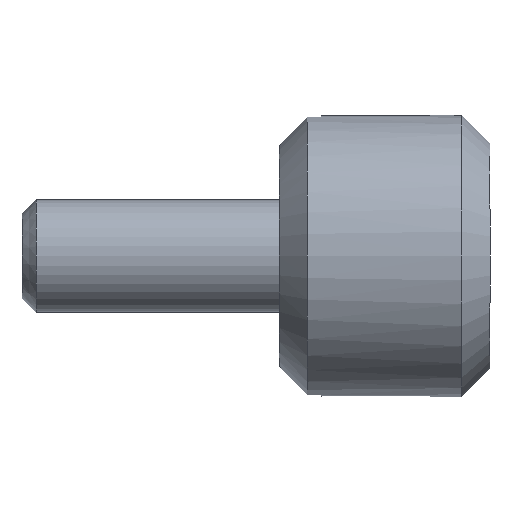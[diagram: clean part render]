
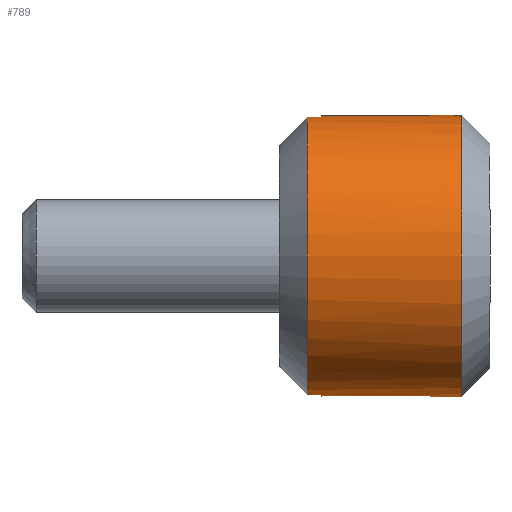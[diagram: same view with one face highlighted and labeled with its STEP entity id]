
A CAD part, front view. The second image highlights one B-rep face of the part: STEP entity #789.
In plain terms, the highlighted cylindrical face has radius 10 mm (diameter 20 mm), a full revolution.
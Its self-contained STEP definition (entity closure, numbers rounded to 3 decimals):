
#102=CYLINDRICAL_SURFACE('',#991,10.);
#135=FACE_OUTER_BOUND('',#183,.T.);
#183=EDGE_LOOP('',(#660,#661,#662,#663,#664,#665,#666,#667,#668,#669,#670,
#671,#672));
#219=LINE('',#1389,#260);
#220=LINE('',#1397,#261);
#227=LINE('',#1427,#268);
#234=LINE('',#1452,#275);
#236=LINE('',#1486,#277);
#260=VECTOR('',#1111,10.);
#261=VECTOR('',#1114,10.);
#268=VECTOR('',#1135,10.);
#275=VECTOR('',#1144,10.);
#277=VECTOR('',#1200,10.);
#309=CIRCLE('',#959,10.);
#311=CIRCLE('',#962,10.);
#315=CIRCLE('',#970,10.);
#316=CIRCLE('',#971,10.);
#319=CIRCLE('',#975,10.);
#325=CIRCLE('',#988,10.);
#326=CIRCLE('',#989,10.);
#370=VERTEX_POINT('',#1373);
#375=VERTEX_POINT('',#1387);
#376=VERTEX_POINT('',#1391);
#378=VERTEX_POINT('',#1396);
#384=VERTEX_POINT('',#1412);
#386=VERTEX_POINT('',#1418);
#387=VERTEX_POINT('',#1422);
#393=VERTEX_POINT('',#1439);
#398=VERTEX_POINT('',#1459);
#399=VERTEX_POINT('',#1478);
#400=VERTEX_POINT('',#1479);
#456=EDGE_CURVE('',#370,#375,#219,.T.);
#458=EDGE_CURVE('',#378,#376,#220,.T.);
#466=EDGE_CURVE('',#375,#384,#309,.T.);
#468=EDGE_CURVE('',#386,#378,#311,.T.);
#471=EDGE_CURVE('',#384,#387,#227,.T.);
#481=EDGE_CURVE('',#393,#386,#234,.T.);
#485=EDGE_CURVE('',#393,#398,#315,.T.);
#486=EDGE_CURVE('',#398,#387,#316,.T.);
#489=EDGE_CURVE('',#370,#376,#319,.T.);
#495=EDGE_CURVE('',#399,#400,#325,.T.);
#496=EDGE_CURVE('',#400,#399,#326,.T.);
#499=EDGE_CURVE('',#398,#400,#236,.T.);
#660=ORIENTED_EDGE('',*,*,#458,.T.);
#661=ORIENTED_EDGE('',*,*,#489,.F.);
#662=ORIENTED_EDGE('',*,*,#456,.T.);
#663=ORIENTED_EDGE('',*,*,#466,.T.);
#664=ORIENTED_EDGE('',*,*,#471,.T.);
#665=ORIENTED_EDGE('',*,*,#486,.F.);
#666=ORIENTED_EDGE('',*,*,#499,.T.);
#667=ORIENTED_EDGE('',*,*,#495,.F.);
#668=ORIENTED_EDGE('',*,*,#496,.F.);
#669=ORIENTED_EDGE('',*,*,#499,.F.);
#670=ORIENTED_EDGE('',*,*,#485,.F.);
#671=ORIENTED_EDGE('',*,*,#481,.T.);
#672=ORIENTED_EDGE('',*,*,#468,.T.);
#789=ADVANCED_FACE('',(#135),#102,.T.);
#959=AXIS2_PLACEMENT_3D('',#1414,#1124,#1125);
#962=AXIS2_PLACEMENT_3D('',#1419,#1130,#1131);
#970=AXIS2_PLACEMENT_3D('',#1460,#1155,#1156);
#971=AXIS2_PLACEMENT_3D('',#1461,#1157,#1158);
#975=AXIS2_PLACEMENT_3D('',#1465,#1165,#1166);
#988=AXIS2_PLACEMENT_3D('',#1480,#1191,#1192);
#989=AXIS2_PLACEMENT_3D('',#1481,#1193,#1194);
#991=AXIS2_PLACEMENT_3D('',#1485,#1198,#1199);
#1111=DIRECTION('',(1.,0.,0.));
#1114=DIRECTION('',(-1.,0.,0.));
#1124=DIRECTION('center_axis',(1.,0.,0.));
#1125=DIRECTION('ref_axis',(0.,0.,1.));
#1130=DIRECTION('center_axis',(1.,0.,0.));
#1131=DIRECTION('ref_axis',(0.,0.,1.));
#1135=DIRECTION('',(-1.,0.,0.));
#1144=DIRECTION('',(1.,0.,0.));
#1155=DIRECTION('center_axis',(-1.,0.,0.));
#1156=DIRECTION('ref_axis',(0.,0.,-1.));
#1157=DIRECTION('center_axis',(-1.,0.,0.));
#1158=DIRECTION('ref_axis',(0.,0.,-1.));
#1165=DIRECTION('center_axis',(-1.,0.,0.));
#1166=DIRECTION('ref_axis',(0.,0.,-1.));
#1191=DIRECTION('center_axis',(1.,0.,0.));
#1192=DIRECTION('ref_axis',(0.,0.,-1.));
#1193=DIRECTION('center_axis',(1.,0.,0.));
#1194=DIRECTION('ref_axis',(0.,0.,-1.));
#1198=DIRECTION('center_axis',(-1.,0.,0.));
#1199=DIRECTION('ref_axis',(0.,0.,1.));
#1200=DIRECTION('',(1.,0.,0.));
#1373=CARTESIAN_POINT('',(-13.,-9.887,1.5));
#1387=CARTESIAN_POINT('',(-12.,-9.887,1.5));
#1389=CARTESIAN_POINT('',(-7.5,-9.887,1.5));
#1391=CARTESIAN_POINT('',(-13.,9.887,1.5));
#1396=CARTESIAN_POINT('',(-12.,9.887,1.5));
#1397=CARTESIAN_POINT('',(-7.5,9.887,1.5));
#1412=CARTESIAN_POINT('',(-12.,-9.887,-1.5));
#1414=CARTESIAN_POINT('Origin',(-12.,0.,0.));
#1418=CARTESIAN_POINT('',(-12.,9.887,-1.5));
#1419=CARTESIAN_POINT('Origin',(-12.,0.,0.));
#1422=CARTESIAN_POINT('',(-13.,-9.887,-1.5));
#1427=CARTESIAN_POINT('',(-7.5,-9.887,-1.5));
#1439=CARTESIAN_POINT('',(-13.,9.887,-1.5));
#1452=CARTESIAN_POINT('',(-7.5,9.887,-1.5));
#1459=CARTESIAN_POINT('',(-13.,0.,-10.));
#1460=CARTESIAN_POINT('Origin',(-13.,0.,0.));
#1461=CARTESIAN_POINT('Origin',(-13.,0.,0.));
#1465=CARTESIAN_POINT('Origin',(-13.,0.,0.));
#1478=CARTESIAN_POINT('',(-2.,0.,10.));
#1479=CARTESIAN_POINT('',(-2.,0.,-10.));
#1480=CARTESIAN_POINT('Origin',(-2.,0.,0.));
#1481=CARTESIAN_POINT('Origin',(-2.,0.,0.));
#1485=CARTESIAN_POINT('Origin',(-7.5,0.,0.));
#1486=CARTESIAN_POINT('',(-7.5,0.,-10.));
